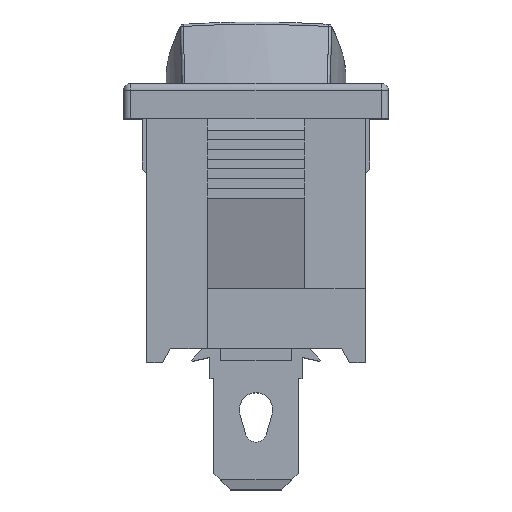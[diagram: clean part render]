
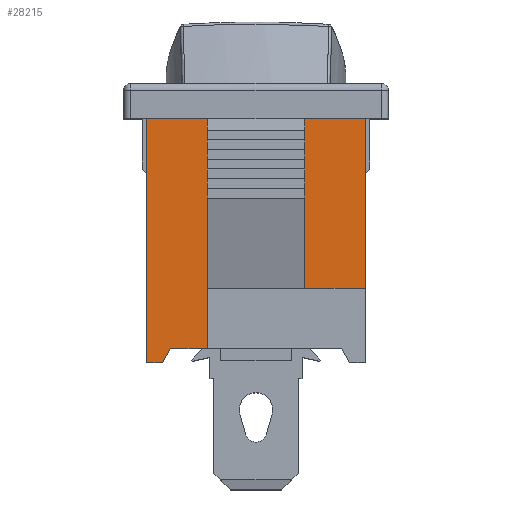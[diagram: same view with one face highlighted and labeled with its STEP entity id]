
A CAD part, top view. The second image highlights one B-rep face of the part: STEP entity #28215.
In plain terms, the highlighted planar face has unit normal (0, 0, 1).
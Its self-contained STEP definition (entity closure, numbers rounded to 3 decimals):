
#1028=LINE('',#41025,#3738);
#2830=LINE('',#48118,#5540);
#2884=LINE('',#48221,#5594);
#2885=LINE('',#48224,#5595);
#2886=LINE('',#48226,#5596);
#2887=LINE('',#48228,#5597);
#2888=LINE('',#48230,#5598);
#2889=LINE('',#48232,#5599);
#2890=LINE('',#48233,#5600);
#3738=VECTOR('',#32071,0.9);
#5540=VECTOR('',#38391,0.9);
#5594=VECTOR('',#38461,0.9);
#5595=VECTOR('',#38464,0.9);
#5596=VECTOR('',#38465,0.9);
#5597=VECTOR('',#38466,0.9);
#5598=VECTOR('',#38467,0.9);
#5599=VECTOR('',#38468,0.9);
#5600=VECTOR('',#38469,0.9);
#8865=FACE_OUTER_BOUND('',#10404,.T.);
#10404=EDGE_LOOP('',(#23411,#23412,#23413,#23414,#23415,#23416,#23417,#23418,
#23419));
#11168=VERTEX_POINT('',#41022);
#11169=VERTEX_POINT('',#41024);
#13079=VERTEX_POINT('',#48117);
#13120=VERTEX_POINT('',#48219);
#13121=VERTEX_POINT('',#48223);
#13122=VERTEX_POINT('',#48225);
#13123=VERTEX_POINT('',#48227);
#13124=VERTEX_POINT('',#48229);
#13125=VERTEX_POINT('',#48231);
#13965=EDGE_CURVE('',#11168,#11169,#1028,.T.);
#16954=EDGE_CURVE('',#11169,#13079,#2830,.F.);
#17008=EDGE_CURVE('',#11168,#13120,#2884,.T.);
#17009=EDGE_CURVE('',#13120,#13121,#2885,.F.);
#17010=EDGE_CURVE('',#13121,#13122,#2886,.F.);
#17011=EDGE_CURVE('',#13123,#13122,#2887,.T.);
#17012=EDGE_CURVE('',#13124,#13123,#2888,.T.);
#17013=EDGE_CURVE('',#13125,#13124,#2889,.F.);
#17014=EDGE_CURVE('',#13125,#13079,#2890,.T.);
#23411=ORIENTED_EDGE('',*,*,#16954,.F.);
#23412=ORIENTED_EDGE('',*,*,#13965,.F.);
#23413=ORIENTED_EDGE('',*,*,#17008,.T.);
#23414=ORIENTED_EDGE('',*,*,#17009,.T.);
#23415=ORIENTED_EDGE('',*,*,#17010,.T.);
#23416=ORIENTED_EDGE('',*,*,#17011,.F.);
#23417=ORIENTED_EDGE('',*,*,#17012,.F.);
#23418=ORIENTED_EDGE('',*,*,#17013,.F.);
#23419=ORIENTED_EDGE('',*,*,#17014,.T.);
#26788=PLANE('',#31096);
#28215=ADVANCED_FACE('',(#8865),#26788,.T.);
#31096=AXIS2_PLACEMENT_3D('',#48222,#38462,#38463);
#32071=DIRECTION('',(0.,1.,0.));
#38391=DIRECTION('',(-1.,0.,0.));
#38461=DIRECTION('',(1.,0.,0.));
#38462=DIRECTION('center_axis',(0.,0.,
1.));
#38463=DIRECTION('ref_axis',(1.,0.,0.));
#38464=DIRECTION('',(-0.5,-0.866,0.));
#38465=DIRECTION('',(-1.,0.,0.));
#38466=DIRECTION('',(0.,-1.,0.));
#38467=DIRECTION('',(-1.,0.,0.));
#38468=DIRECTION('',(1.,0.,0.));
#38469=DIRECTION('',(0.,1.,0.));
#41022=CARTESIAN_POINT('',(-5.891,-12.86,7.715));
#41024=CARTESIAN_POINT('',(-5.891,-0.44,7.715));
#41025=CARTESIAN_POINT('',(-5.891,-12.86,7.715));
#48117=CARTESIAN_POINT('',(5.269,-0.44,7.715));
#48118=CARTESIAN_POINT('',(5.269,-0.44,7.715));
#48219=CARTESIAN_POINT('',(-5.081,-12.86,7.715));
#48221=CARTESIAN_POINT('',(-5.891,-12.86,7.715));
#48222=CARTESIAN_POINT('Origin',(-5.891,-12.86,7.715));
#48223=CARTESIAN_POINT('',(-4.665,-12.14,7.715));
#48224=CARTESIAN_POINT('',(-4.665,-12.14,7.715));
#48225=CARTESIAN_POINT('',(-2.786,-12.14,7.715));
#48226=CARTESIAN_POINT('',(-2.786,-12.14,7.715));
#48227=CARTESIAN_POINT('',(-2.786,-9.08,7.715));
#48228=CARTESIAN_POINT('',(-2.786,-9.08,7.715));
#48229=CARTESIAN_POINT('',(2.164,-9.08,7.715));
#48230=CARTESIAN_POINT('',(2.164,-9.08,7.715));
#48231=CARTESIAN_POINT('',(5.269,-9.08,7.715));
#48232=CARTESIAN_POINT('',(2.164,-9.08,7.715));
#48233=CARTESIAN_POINT('',(5.269,-9.08,7.715));
